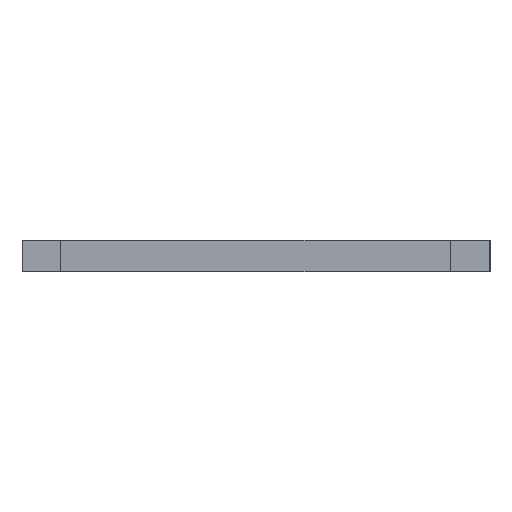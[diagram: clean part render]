
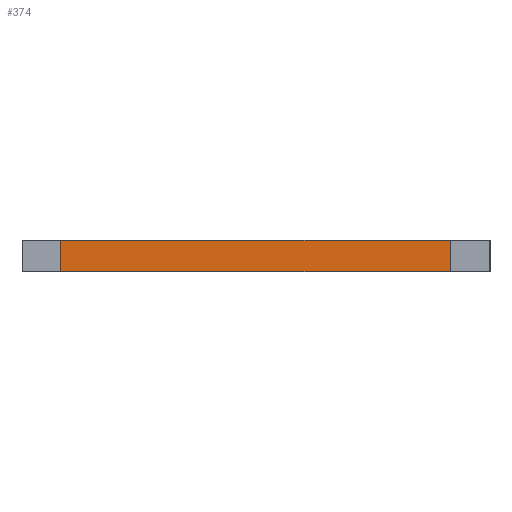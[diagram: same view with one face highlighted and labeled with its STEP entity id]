
A CAD part, left-side view. The second image highlights one B-rep face of the part: STEP entity #374.
In plain terms, the highlighted planar face has unit normal (-1, 0, 0).
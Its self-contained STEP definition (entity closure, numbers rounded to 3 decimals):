
#25 = VERTEX_POINT ( 'NONE', #1140 ) ;
#27 = VECTOR ( 'NONE', #1674, 1000. ) ;
#91 = CARTESIAN_POINT ( 'NONE',  ( 1915.377, 1517.529, 5. ) ) ;
#264 = ORIENTED_EDGE ( 'NONE', *, *, #1243, .T. ) ;
#333 = VECTOR ( 'NONE', #1181, 1000. ) ;
#374 = ADVANCED_FACE ( 'NONE', ( #1869 ), #427, .F. ) ;
#427 = PLANE ( 'NONE',  #2040 ) ;
#438 = EDGE_CURVE ( 'NONE', #25, #1827, #1859, .T. ) ;
#480 = EDGE_CURVE ( 'NONE', #1936, #1104, #2007, .T. ) ;
#500 = VECTOR ( 'NONE', #1610, 1000. ) ;
#602 = DIRECTION ( 'NONE',  ( 1., 0., 0. ) ) ;
#637 = EDGE_LOOP ( 'NONE', ( #847, #1778, #703, #264 ) ) ;
#675 = CARTESIAN_POINT ( 'NONE',  ( 1915.377, 1455.029, 5. ) ) ;
#703 = ORIENTED_EDGE ( 'NONE', *, *, #480, .F. ) ;
#780 = CARTESIAN_POINT ( 'NONE',  ( 1915.377, 0., 5. ) ) ;
#795 = EDGE_CURVE ( 'NONE', #1104, #1827, #1921, .T. ) ;
#847 = ORIENTED_EDGE ( 'NONE', *, *, #438, .T. ) ;
#855 = CARTESIAN_POINT ( 'NONE',  ( 1915.377, 1455.029, 0. ) ) ;
#971 = DIRECTION ( 'NONE',  ( 0., 0., -1. ) ) ;
#1087 = DIRECTION ( 'NONE',  ( 0., 0., -1. ) ) ;
#1092 = CARTESIAN_POINT ( 'NONE',  ( 1915.377, 1517.529, 5. ) ) ;
#1104 = VERTEX_POINT ( 'NONE', #1717 ) ;
#1140 = CARTESIAN_POINT ( 'NONE',  ( 1915.377, 1517.529, 0. ) ) ;
#1181 = DIRECTION ( 'NONE',  ( 0., -1., 0. ) ) ;
#1243 = EDGE_CURVE ( 'NONE', #1936, #25, #1575, .T. ) ;
#1344 = CARTESIAN_POINT ( 'NONE',  ( 1915.377, 0., 0. ) ) ;
#1575 = LINE ( 'NONE', #1092, #500 ) ;
#1607 = VECTOR ( 'NONE', #971, 1000. ) ;
#1610 = DIRECTION ( 'NONE',  ( 0., 0., -1. ) ) ;
#1674 = DIRECTION ( 'NONE',  ( 0., -1., 0. ) ) ;
#1717 = CARTESIAN_POINT ( 'NONE',  ( 1915.377, 1455.029, 5. ) ) ;
#1725 = CARTESIAN_POINT ( 'NONE',  ( 1915.377, 0., 5. ) ) ;
#1778 = ORIENTED_EDGE ( 'NONE', *, *, #795, .F. ) ;
#1827 = VERTEX_POINT ( 'NONE', #855 ) ;
#1859 = LINE ( 'NONE', #1344, #333 ) ;
#1869 = FACE_OUTER_BOUND ( 'NONE', #637, .T. ) ;
#1921 = LINE ( 'NONE', #675, #1607 ) ;
#1936 = VERTEX_POINT ( 'NONE', #91 ) ;
#2007 = LINE ( 'NONE', #1725, #27 ) ;
#2040 = AXIS2_PLACEMENT_3D ( 'NONE', #780, #602, #1087 ) ;
